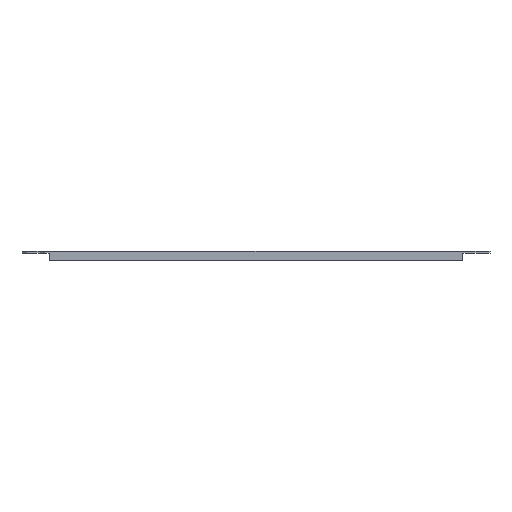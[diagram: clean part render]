
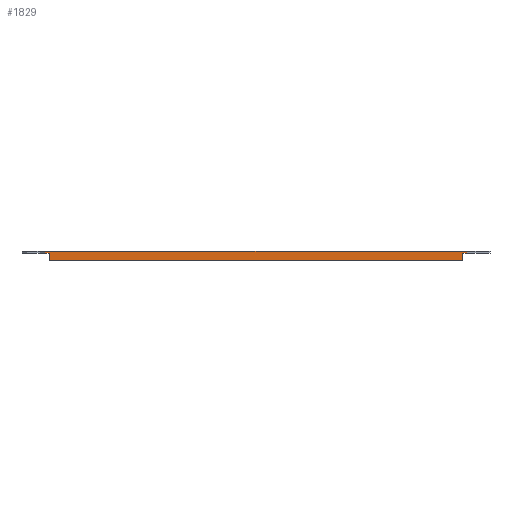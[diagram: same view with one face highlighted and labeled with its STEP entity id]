
A CAD part, front view. The second image highlights one B-rep face of the part: STEP entity #1829.
In plain terms, the highlighted planar face has unit normal (0, -1, 0).
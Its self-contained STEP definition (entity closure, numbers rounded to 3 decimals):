
#152=DIRECTION('',(1.,0.,0.));
#153=VECTOR('',#152,466.);
#154=CARTESIAN_POINT('',(1685.711,109.978,2.));
#155=LINE('',#154,#153);
#721=DIRECTION('',(1.,0.,0.));
#722=VECTOR('',#721,456.);
#723=CARTESIAN_POINT('',(1690.711,109.978,-8.));
#724=LINE('',#723,#722);
#749=DIRECTION('',(1.,0.,0.));
#750=VECTOR('',#749,5.);
#751=CARTESIAN_POINT('',(2146.711,109.978,0.));
#752=LINE('',#751,#750);
#756=DIRECTION('',(0.,0.,-1.));
#757=VECTOR('',#756,8.);
#758=CARTESIAN_POINT('',(1690.711,109.978,0.));
#759=LINE('',#758,#757);
#763=DIRECTION('',(1.,0.,0.));
#764=VECTOR('',#763,5.);
#765=CARTESIAN_POINT('',(1685.711,109.978,0.));
#766=LINE('',#765,#764);
#770=DIRECTION('',(0.,0.,-1.));
#771=VECTOR('',#770,2.);
#772=CARTESIAN_POINT('',(1685.711,109.978,2.));
#773=LINE('',#772,#771);
#777=DIRECTION('',(0.,0.,-1.));
#778=VECTOR('',#777,8.);
#779=CARTESIAN_POINT('',(2146.711,109.978,0.));
#780=LINE('',#779,#778);
#938=DIRECTION('',(0.,0.,-1.));
#939=VECTOR('',#938,2.);
#940=CARTESIAN_POINT('',(2151.711,109.978,2.));
#941=LINE('',#940,#939);
#1124=CARTESIAN_POINT('',(2151.711,109.978,2.));
#1125=VERTEX_POINT('',#1124);
#1126=CARTESIAN_POINT('',(2151.711,109.978,0.));
#1127=VERTEX_POINT('',#1126);
#1128=CARTESIAN_POINT('',(1685.711,109.978,2.));
#1129=VERTEX_POINT('',#1128);
#1130=CARTESIAN_POINT('',(1685.711,109.978,0.));
#1131=VERTEX_POINT('',#1130);
#1232=CARTESIAN_POINT('',(1690.711,109.978,-8.));
#1233=CARTESIAN_POINT('',(2146.711,109.978,-8.));
#1234=VERTEX_POINT('',#1232);
#1235=VERTEX_POINT('',#1233);
#1248=CARTESIAN_POINT('',(2146.711,109.978,0.));
#1250=VERTEX_POINT('',#1248);
#1254=CARTESIAN_POINT('',(1690.711,109.978,0.));
#1255=VERTEX_POINT('',#1254);
#1810=CARTESIAN_POINT('',(1918.711,109.978,0.));
#1811=DIRECTION('',(0.,-1.,0.));
#1812=DIRECTION('',(1.,0.,0.));
#1813=AXIS2_PLACEMENT_3D('',#1810,#1811,#1812);
#1814=PLANE('',#1813);
#1815=ORIENTED_EDGE('',*,*,#1449,.F.);
#1817=ORIENTED_EDGE('',*,*,#1816,.T.);
#1818=ORIENTED_EDGE('',*,*,#1792,.F.);
#1820=ORIENTED_EDGE('',*,*,#1819,.F.);
#1821=ORIENTED_EDGE('',*,*,#1441,.F.);
#1823=ORIENTED_EDGE('',*,*,#1822,.F.);
#1824=ORIENTED_EDGE('',*,*,#1313,.T.);
#1826=ORIENTED_EDGE('',*,*,#1825,.T.);
#1827=EDGE_LOOP('',(#1815,#1817,#1818,#1820,#1821,#1823,#1824,#1826));
#1828=FACE_OUTER_BOUND('',#1827,.F.);
#1313=EDGE_CURVE('',#1129,#1125,#155,.T.);
#1441=EDGE_CURVE('',#1131,#1255,#766,.T.);
#1449=EDGE_CURVE('',#1250,#1127,#752,.T.);
#1792=EDGE_CURVE('',#1234,#1235,#724,.T.);
#1816=EDGE_CURVE('',#1250,#1235,#780,.T.);
#1819=EDGE_CURVE('',#1255,#1234,#759,.T.);
#1822=EDGE_CURVE('',#1129,#1131,#773,.T.);
#1825=EDGE_CURVE('',#1125,#1127,#941,.T.);
#1829=ADVANCED_FACE('',(#1828),#1814,.T.);
